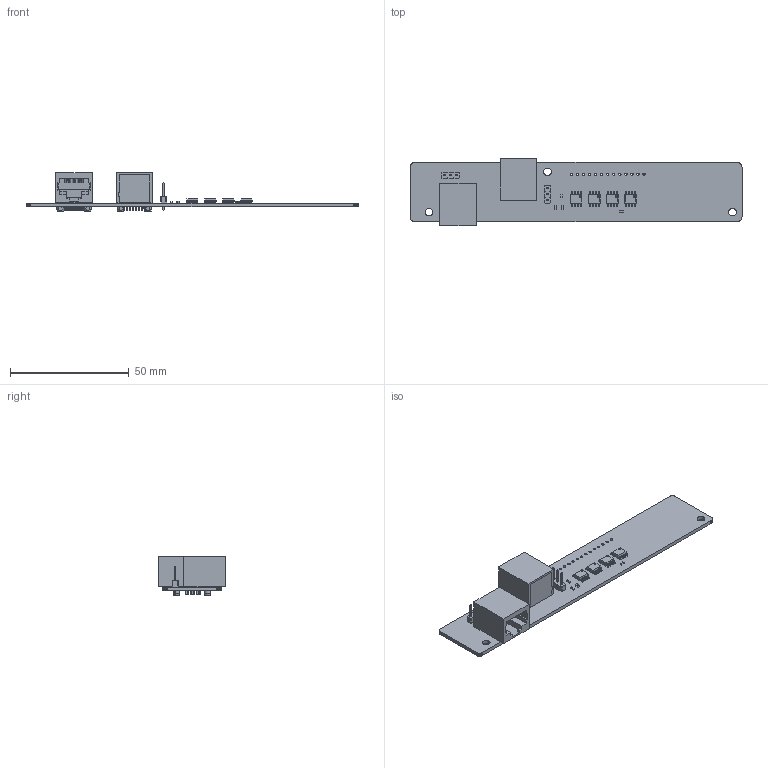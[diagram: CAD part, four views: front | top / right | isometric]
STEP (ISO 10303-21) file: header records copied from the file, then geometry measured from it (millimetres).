
FILE_DESCRIPTION(('KiCad electronic assembly'),'2;1');
FILE_NAME('ws2811-driver-12.step','2024-01-26T12:43:53',('Pcbnew'),( 'Kicad'),'Open CASCADE STEP processor 7.5','KiCad to STEP converter' ,'Unknown');
FILE_SCHEMA(('AUTOMOTIVE_DESIGN { 1 0 10303 214 1 1 1 1 }'));
Length unit declared in the file: millimetre
Products named in the file (12): ws2811-driver-12 1; C_0603_1608Metric; R_0603_1608Metric; 54602-908LF; 54602-908_SW0002; PinHeader_1x03_P2.54mm_Vertical; PinHeader_1x03_P254mm_Vertical; SOIC-8_3.9x4.9mm_P1.27mm; SOIC_8_39x49mm_P127mm; ws2811-driver-12 PCB
Assembly tree (18 placements, depth 3):
  ws2811-driver-12 1
    C_0603_1608Metric
      C_0603_1608Metric
    R_0603_1608Metric  x3
      R_0603_1608Metric
    54602-908LF  x2
      54602-908_SW0002
    PinHeader_1x03_P2.54mm_Vertical  x2
      PinHeader_1x03_P254mm_Vertical
    SOIC-8_3.9x4.9mm_P1.27mm  x4
      SOIC_8_39x49mm_P127mm
    ws2811-driver-12 PCB
Bounding box: 140 x 28.38 x 16.2 mm (x, y, z)
Volume: 10524.2 mm3; surface area: 12453.5 mm2
Topology: 13 solids, 13 shells, 1206 faces, 3136 edges, 1996 vertices
Faces by surface type: plane 768, cylinder 286, bspline 128, torus 16, cone 8
Full cylindrical faces by diameter (mm): 0.6 x4, 0.76 x16, 1 x19, 3.2 x7
Entity records: 39331 total; most frequent: CARTESIAN_POINT 11195, DIRECTION 4707, LINE 3164, VECTOR 3164, ORIENTED_EDGE 2604, PCURVE 2604, DEFINITIONAL_REPRESENTATION 2604, EDGE_CURVE 1302
